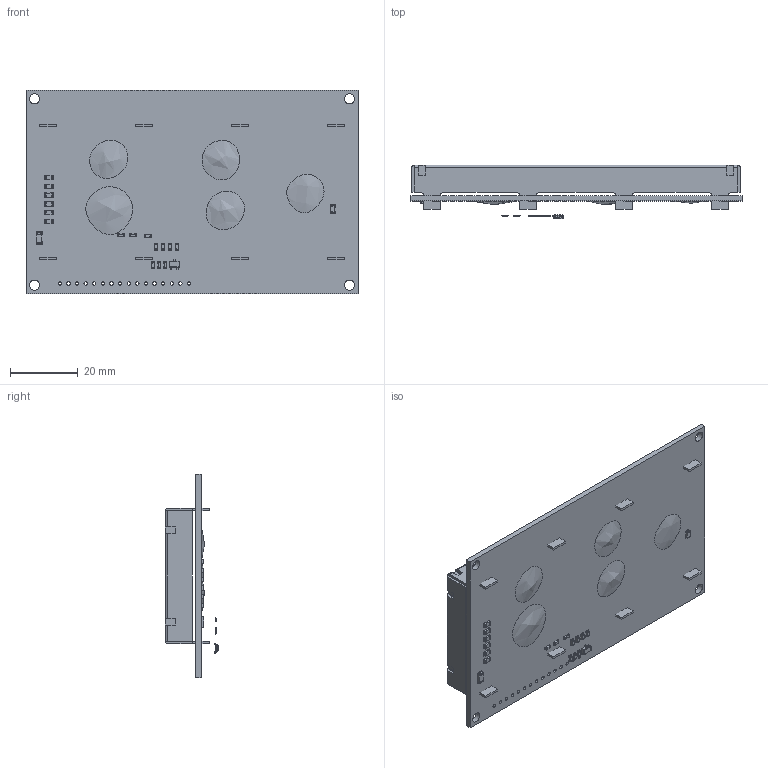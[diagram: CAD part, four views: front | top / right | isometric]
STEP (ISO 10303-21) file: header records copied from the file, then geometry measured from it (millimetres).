
FILE_DESCRIPTION(('FreeCAD Model'),'2;1');
FILE_NAME('Open CASCADE Shape Model','2026-02-14T18:53:58',(''),(''), 'Open CASCADE STEP processor 7.8','FreeCAD','Unknown');
FILE_SCHEMA(('AUTOMOTIVE_DESIGN { 1 0 10303 214 1 1 1 1 }'));
Length unit declared in the file: millimetre
Products named in the file (81): LCD2004 IIC_I2C, 20x4 - Sestava; LCD2004 IIC_I2C, 20x043; LCD2004 IIC_I2C, 20x4; LCD2004 IIC_I2C, 20x005; SMD rezistory_0606; SMD rezistory_0603; SMD rezistory_0604; SMD rezistory_0605; SMD rezistory_0610; SMD rezistory_0607; SMD rezistory_0608; SMD rezistory_0609; SMD rezistory_0614; SMD rezistory_0611; SMD rezistory_0612; SMD rezistory_0613; SMD rezistory_0618; SMD rezistory_0615; SMD rezistory_0616; SMD rezistory_0617; SMD rezistory_1209; SMD rezistory_1206; SMD rezistory_1207; SMD rezistory_1208; SMD rezistory_1212; SMD rezistory_0805; SMD rezistory_1210; SMD rezistory_1211; SMD rezistory_1216; SMD rezistory_1213; SMD rezistory_1214; SMD rezistory_1215; SMD rezistory_1220; SMD rezistory_1217; SMD rezistory_1218; SMD rezistory_1219; SMD rezistory_1224; SMD rezistory_1221; SMD rezistory_1222; SMD rezistory_1223 ...
Assembly tree (80 placements, depth 3):
  LCD2004 IIC_I2C, 20x4 - Sestava
    LCD2004 IIC_I2C, 20x043
      LCD2004 IIC_I2C, 20x4
      LCD2004 IIC_I2C, 20x005
    SMD rezistory_0606
      SMD rezistory_0603
      SMD rezistory_0604
      SMD rezistory_0605
    SMD rezistory_0610
      SMD rezistory_0607
      SMD rezistory_0608
      SMD rezistory_0609
    SMD rezistory_0614
      SMD rezistory_0611
      SMD rezistory_0612
      SMD rezistory_0613
    SMD rezistory_0618
      SMD rezistory_0615
      SMD rezistory_0616
      SMD rezistory_0617
    SMD rezistory_1209
      SMD rezistory_1206
      SMD rezistory_1207
      SMD rezistory_1208
    SMD rezistory_1212
      SMD rezistory_0805
      SMD rezistory_1210
      SMD rezistory_1211
    SMD rezistory_1216
      SMD rezistory_1213
      SMD rezistory_1214
      SMD rezistory_1215
    SMD rezistory_1220
      SMD rezistory_1217
      SMD rezistory_1218
      SMD rezistory_1219
    SMD rezistory_1224
      SMD rezistory_1221
      SMD rezistory_1222
      SMD rezistory_1223
    SMD rezistory_1228
      SMD rezistory_1225
      SMD rezistory_1226
      SMD rezistory_1227
    SMD rezistory_1232
      SMD rezistory_1229
      SMD rezistory_1230
      SMD rezistory_1231
    SMD rezistory_1236
      SMD rezistory_1233
      SMD rezistory_1234
      SMD rezistory_1235
    SMD rezistory_1240
      SMD rezistory_1237
      SMD rezistory_1238
      SMD rezistory_1239
    SMD rezistory_1244
      SMD rezistory_1241
      SMD rezistory_1242
      SMD rezistory_1243
Bounding box: 98 x 15.8 x 60 mm (x, y, z)
Volume: 13941.6 mm3; surface area: 25535.7 mm2
Topology: 60 solids, 60 shells, 1712 faces, 4292 edges, 2679 vertices
Faces by surface type: plane 930, cylinder 408, bspline 268, torus 102, revolution 4
Full cylindrical faces by diameter (mm): 1 x16, 3 x4
Entity records: 60724 total; most frequent: CARTESIAN_POINT 18973, ORIENTED_EDGE 8584, DIRECTION 7745, EDGE_CURVE 4292, LINE 2691, VECTOR 2691, VERTEX_POINT 2679, AXIS2_PLACEMENT_3D 2525
